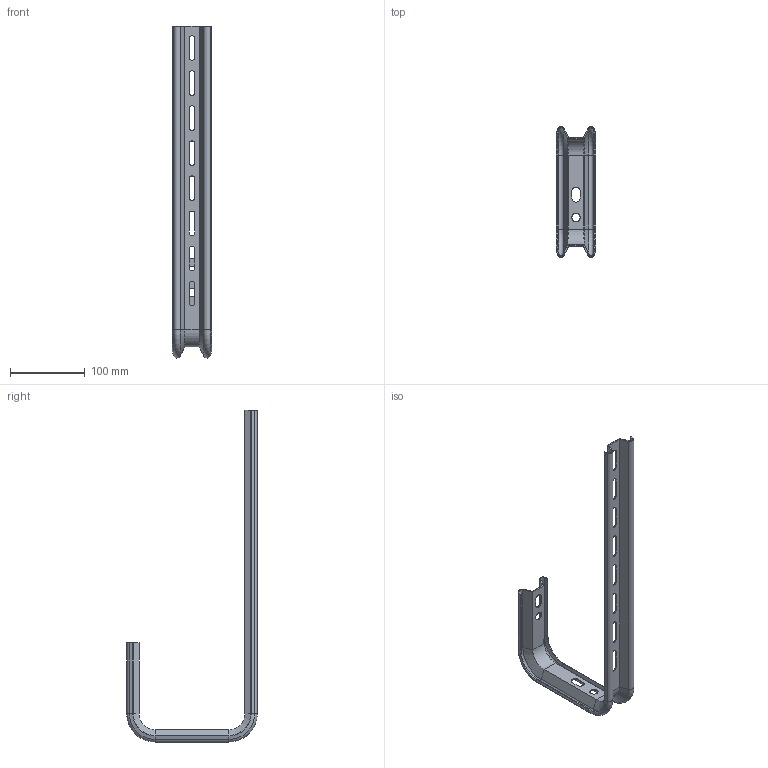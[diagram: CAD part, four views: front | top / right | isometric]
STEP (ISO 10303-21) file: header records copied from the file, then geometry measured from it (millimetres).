
FILE_DESCRIPTION(/* description */ (''),/* implementation_level */ '2;1');
FILE_NAME(/* name */ '',/* time_stamp */ '2023-05-15T12:07:48+03:00',/* author */ ('Man88'),/* organization */ (''),/* preprocessor_version */ 'ST-DEVELOPER v19.2',/* originating_system */ 'Autodesk Inventor 2023',/* authorisation */ '');
FILE_SCHEMA (('AUTOMOTIVE_DESIGN { 1 0 10303 214 3 1 1 }'));
Length unit declared in the file: millimetre
Products named in the file (1): С-образный подвес 
усиленный для лотка 
400 мм, SPVU400
Bounding box: 52.4 x 175 x 445 mm (x, y, z)
Volume: 78187.9 mm3; surface area: 107721.7 mm2
Topology: 1 solids, 1 shells, 124 faces, 302 edges, 180 vertices
Faces by surface type: plane 58, cylinder 38, cone 20, torus 8
Full cylindrical faces by diameter (mm): 11 x2
Entity records: 3789 total; most frequent: DIRECTION 652, CARTESIAN_POINT 607, ORIENTED_EDGE 604, EDGE_CURVE 302, AXIS2_PLACEMENT_3D 225, LINE 202, VECTOR 202, VERTEX_POINT 180
